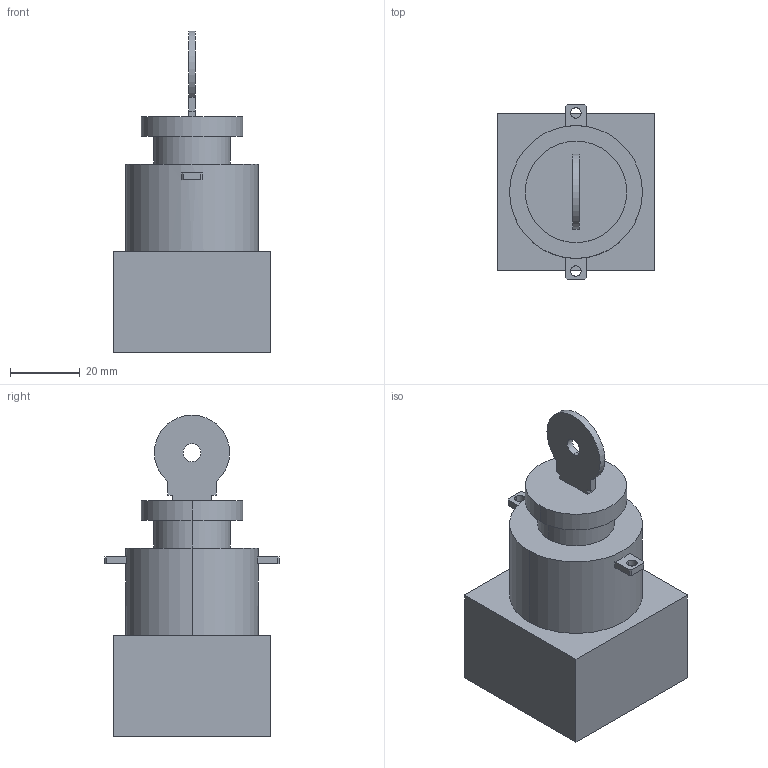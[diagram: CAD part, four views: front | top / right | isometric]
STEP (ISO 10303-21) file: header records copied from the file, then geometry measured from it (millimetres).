
FILE_DESCRIPTION((''),'2;1');
FILE_NAME('3d_GX1610U12.stp','2012-10-02T14:42:34',(''),(''),'Mechanical Desktop 2011','Mechanical Desktop 2011',', , ');
FILE_SCHEMA(('CONFIG_CONTROL_DESIGN'));
Length unit declared in the file: millimetre
Products named in the file (1): Product
Bounding box: 45 x 50 x 92.04 mm (x, y, z)
Volume: 94651 mm3; surface area: 18829.3 mm2
Topology: 5 solids, 5 shells, 48 faces, 378 edges, 606 vertices
Faces by surface type: plane 23, bspline 14, cylinder 11
Entity records: 3114 total; most frequent: CARTESIAN_POINT 839, DIRECTION 484, VECTOR 342, LINE 342, TRIMMED_CURVE 264, ORIENTED_EDGE 228, EDGE_CURVE 114, VERTEX_POINT 78
